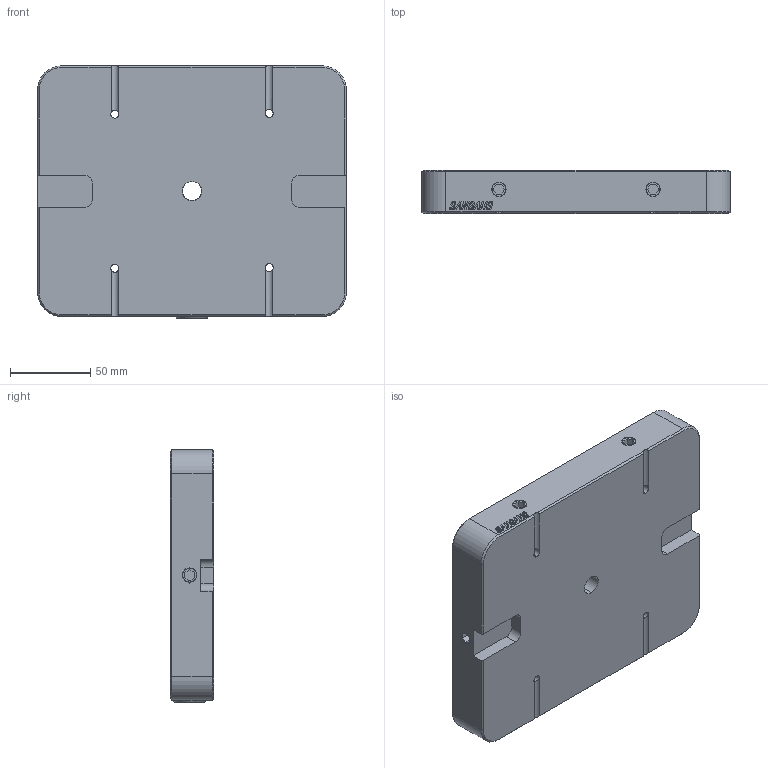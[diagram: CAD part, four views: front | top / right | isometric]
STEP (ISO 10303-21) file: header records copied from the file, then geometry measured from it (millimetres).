
FILE_DESCRIPTION (( 'STEP AP214' ), '1' );
FILE_NAME ('52錨萸辦遙.STEP', '2025-03-02T07:03:02', ( 'Windows 蚚誧' ), ( 'Organization' ), 'SwSTEP 2.0', 'SolidWorks 2020', '' );
FILE_SCHEMA (( 'AUTOMOTIVE_DESIGN' ));
Length unit declared in the file: millimetre
Products named in the file (4): 錨璃4; 錨璃1; 52錨萸辦遙; 錨璃3
Assembly tree (8 placements, depth 2):
  52錨萸辦遙
    錨璃1
    錨璃3  x6
    錨璃4
Bounding box: 192 x 27 x 157 mm (x, y, z)
Volume: 749952.6 mm3; surface area: 103091.4 mm2
Topology: 8 solids, 8 shells, 437 faces, 1135 edges, 723 vertices
Faces by surface type: plane 241, cylinder 88, bspline 48, cone 38, torus 22
Entity records: 15151 total; most frequent: CARTESIAN_POINT 6037, ORIENTED_EDGE 1930, DIRECTION 1597, EDGE_CURVE 965, VECTOR 647, LINE 647, VERTEX_POINT 623, AXIS2_PLACEMENT_3D 475
